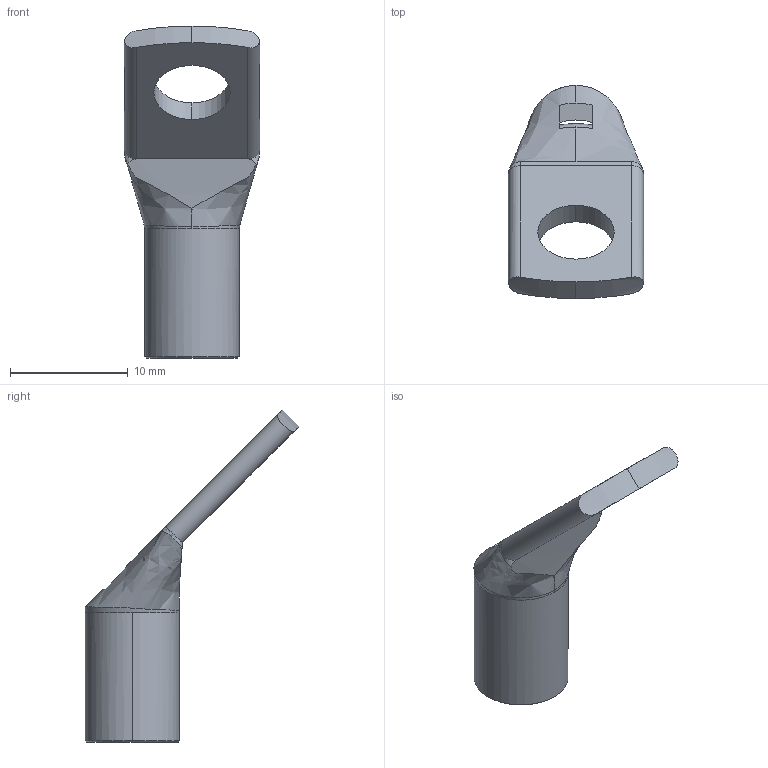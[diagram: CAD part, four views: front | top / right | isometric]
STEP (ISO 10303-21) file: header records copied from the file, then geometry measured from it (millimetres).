
FILE_DESCRIPTION (( 'STEP AP203' ), '1' );
FILE_NAME ('0153145.STEP', '2024-09-24T15:11:31', ( '' ), ( '' ), 'SwSTEP 2.0', 'SolidWorks 2022', '' );
FILE_SCHEMA (( 'CONFIG_CONTROL_DESIGN' ));
Length unit declared in the file: millimetre
Products named in the file (1): 0153145
Bounding box: 11.5 x 18.17 x 28.25 mm (x, y, z)
Volume: 648.9 mm3; surface area: 1179.8 mm2
Topology: 1 solids, 1 shells, 41 faces, 106 edges, 68 vertices
Faces by surface type: bspline 14, plane 13, cylinder 10, cone 4
Entity records: 3504 total; most frequent: CARTESIAN_POINT 2544, ORIENTED_EDGE 210, DIRECTION 135, EDGE_CURVE 105, VERTEX_POINT 66, AXIS2_PLACEMENT_3D 50, B_SPLINE_CURVE_WITH_KNOTS 49, EDGE_LOOP 45
